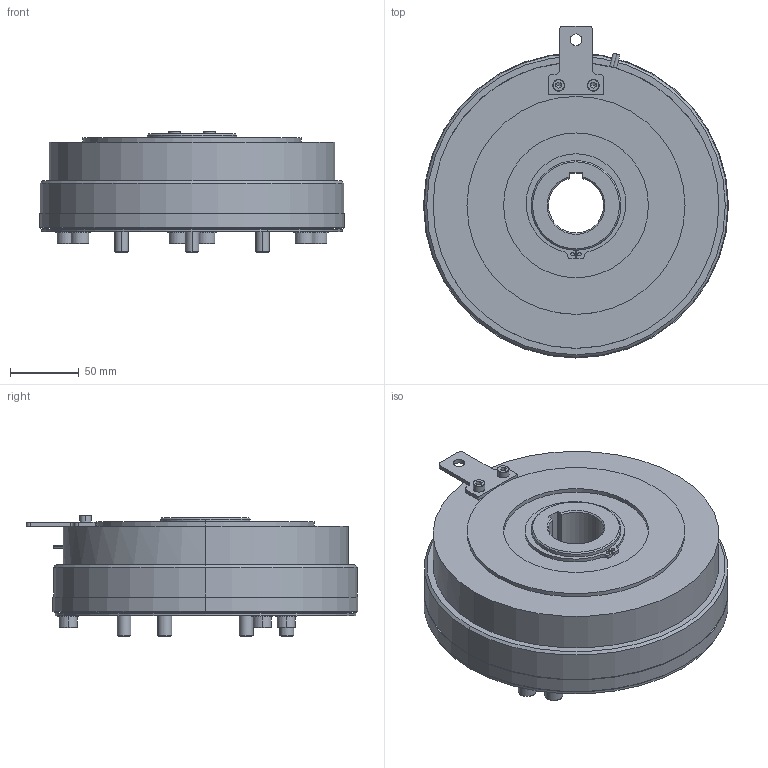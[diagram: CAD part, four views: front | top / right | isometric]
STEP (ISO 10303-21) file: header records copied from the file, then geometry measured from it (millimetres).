
FILE_DESCRIPTION (( 'STEP AP203' ), '1' );
FILE_NAME ('MMC 20E_23369100.STEP', '2016-06-24T06:40:46', ( ' ' ), ( '' ), 'SwSTEP 2.0', 'SolidWorks 2009', '' );
FILE_SCHEMA (( 'CONFIG_CONTROL_DESIGN' ));
Length unit declared in the file: millimetre
Products named in the file (1): MMC 20E_23369100
Bounding box: 221 x 240.5 x 88.2 mm (x, y, z)
Volume: 2097389.7 mm3; surface area: 198725.6 mm2
Topology: 1 solids, 7 shells, 566 faces, 1311 edges, 786 vertices
Faces by surface type: plane 255, cylinder 189, cone 66, torus 56
Entity records: 16012 total; most frequent: DIRECTION 3029, CARTESIAN_POINT 2720, ORIENTED_EDGE 2558, EDGE_CURVE 1279, AXIS2_PLACEMENT_3D 1191, VERTEX_POINT 786, EDGE_LOOP 649, VECTOR 647
